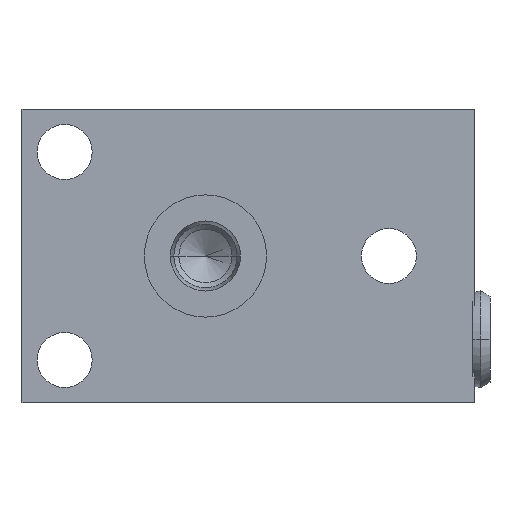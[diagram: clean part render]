
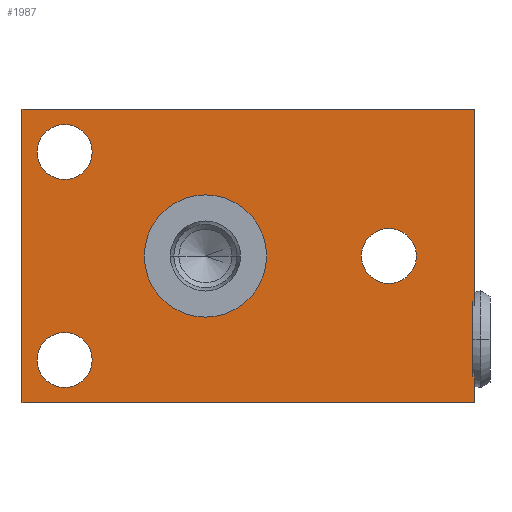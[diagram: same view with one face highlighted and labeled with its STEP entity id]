
A CAD part, front view. The second image highlights one B-rep face of the part: STEP entity #1987.
In plain terms, the highlighted planar face has unit normal (0, -1, 0).
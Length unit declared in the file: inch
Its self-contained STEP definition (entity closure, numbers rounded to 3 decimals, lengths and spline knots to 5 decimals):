
#22=CARTESIAN_POINT('',(-0.719,-0.399,-0.531));
#23=DIRECTION('',(0.,1.,0.));
#24=DIRECTION('',(1.,0.,0.));
#25=AXIS2_PLACEMENT_3D('',#22,#23,#24);
#27=CARTESIAN_POINT('',(-0.719,-0.399,-0.531));
#28=DIRECTION('',(0.,1.,0.));
#29=DIRECTION('',(-1.,0.,0.));
#30=AXIS2_PLACEMENT_3D('',#27,#28,#29);
#32=CARTESIAN_POINT('',(-0.719,-0.399,0.531));
#33=DIRECTION('',(0.,1.,0.));
#34=DIRECTION('',(1.,0.,0.));
#35=AXIS2_PLACEMENT_3D('',#32,#33,#34);
#37=CARTESIAN_POINT('',(-0.719,-0.399,0.531));
#38=DIRECTION('',(0.,1.,0.));
#39=DIRECTION('',(-1.,0.,0.));
#40=AXIS2_PLACEMENT_3D('',#37,#38,#39);
#42=CARTESIAN_POINT('',(0.937,-0.399,0.));
#43=DIRECTION('',(0.,1.,0.));
#44=DIRECTION('',(1.,0.,0.));
#45=AXIS2_PLACEMENT_3D('',#42,#43,#44);
#47=CARTESIAN_POINT('',(0.937,-0.399,0.));
#48=DIRECTION('',(0.,1.,0.));
#49=DIRECTION('',(-1.,0.,0.));
#50=AXIS2_PLACEMENT_3D('',#47,#48,#49);
#52=DIRECTION('',(0.,0.,1.));
#53=VECTOR('',#52,0.34369);
#54=CARTESIAN_POINT('',(1.365,-0.399,-0.59685));
#55=LINE('',#54,#53);
#56=DIRECTION('',(1.,0.,0.));
#57=VECTOR('',#56,0.01);
#58=CARTESIAN_POINT('',(1.365,-0.399,-0.59685));
#59=LINE('',#58,#57);
#60=DIRECTION('',(0.,0.,1.));
#61=VECTOR('',#60,1.5);
#62=CARTESIAN_POINT('',(-0.937,-0.399,-0.75));
#63=LINE('',#62,#61);
#64=DIRECTION('',(1.,0.,0.));
#65=VECTOR('',#64,0.01);
#66=CARTESIAN_POINT('',(1.365,-0.399,-0.25315));
#67=LINE('',#66,#65);
#68=CARTESIAN_POINT('',(0.,-0.399,0.));
#69=DIRECTION('',(0.,-1.,0.));
#70=DIRECTION('',(-1.,0.,0.));
#71=AXIS2_PLACEMENT_3D('',#68,#69,#70);
#73=CARTESIAN_POINT('',(0.,-0.399,0.));
#74=DIRECTION('',(0.,-1.,0.));
#75=DIRECTION('',(1.,0.,0.));
#76=AXIS2_PLACEMENT_3D('',#73,#74,#75);
#140=DIRECTION('',(1.,0.,0.));
#141=VECTOR('',#140,2.312);
#142=CARTESIAN_POINT('',(-0.937,-0.399,-0.75));
#143=LINE('',#142,#141);
#354=DIRECTION('',(0.,0.,1.));
#355=VECTOR('',#354,0.15315);
#356=CARTESIAN_POINT('',(1.375,-0.399,-0.75));
#357=LINE('',#356,#355);
#358=DIRECTION('',(0.,0.,1.));
#359=VECTOR('',#358,1.00315);
#360=CARTESIAN_POINT('',(1.375,-0.399,-0.25315));
#361=LINE('',#360,#359);
#374=DIRECTION('',(1.,0.,0.));
#375=VECTOR('',#374,2.312);
#376=CARTESIAN_POINT('',(-0.937,-0.399,0.75));
#377=LINE('',#376,#375);
#1775=CARTESIAN_POINT('',(-0.937,-0.399,-0.75));
#1777=VERTEX_POINT('',#1775);
#1778=CARTESIAN_POINT('',(1.375,-0.399,-0.75));
#1779=VERTEX_POINT('',#1778);
#1783=CARTESIAN_POINT('',(-0.937,-0.399,0.75));
#1785=VERTEX_POINT('',#1783);
#1786=CARTESIAN_POINT('',(1.375,-0.399,0.75));
#1787=VERTEX_POINT('',#1786);
#1795=CARTESIAN_POINT('',(-0.5785,-0.399,-0.531));
#1797=VERTEX_POINT('',#1795);
#1799=CARTESIAN_POINT('',(-0.8595,-0.399,-0.531));
#1801=VERTEX_POINT('',#1799);
#1803=CARTESIAN_POINT('',(-0.5785,-0.399,0.531));
#1805=VERTEX_POINT('',#1803);
#1807=CARTESIAN_POINT('',(-0.8595,-0.399,0.531));
#1809=VERTEX_POINT('',#1807);
#1811=CARTESIAN_POINT('',(1.0775,-0.399,0.));
#1813=VERTEX_POINT('',#1811);
#1815=CARTESIAN_POINT('',(0.7965,-0.399,0.));
#1817=VERTEX_POINT('',#1815);
#1834=CARTESIAN_POINT('',(1.365,-0.399,-0.59685));
#1835=CARTESIAN_POINT('',(1.365,-0.399,-0.25315));
#1836=VERTEX_POINT('',#1834);
#1837=VERTEX_POINT('',#1835);
#1838=CARTESIAN_POINT('',(1.375,-0.399,-0.59685));
#1839=VERTEX_POINT('',#1838);
#1840=CARTESIAN_POINT('',(1.375,-0.399,-0.25315));
#1841=VERTEX_POINT('',#1840);
#1864=CARTESIAN_POINT('',(-0.3125,-0.399,0.));
#1865=VERTEX_POINT('',#1864);
#1866=CARTESIAN_POINT('',(0.3125,-0.399,0.));
#1867=VERTEX_POINT('',#1866);
#1942=CARTESIAN_POINT('',(-0.937,-0.399,-0.75));
#1943=DIRECTION('',(0.,-1.,0.));
#1944=DIRECTION('',(1.,0.,0.));
#1945=AXIS2_PLACEMENT_3D('',#1942,#1943,#1944);
#1946=PLANE('',#1945);
#1948=ORIENTED_EDGE('',*,*,#1947,.F.);
#1950=ORIENTED_EDGE('',*,*,#1949,.T.);
#1952=ORIENTED_EDGE('',*,*,#1951,.F.);
#1954=ORIENTED_EDGE('',*,*,#1953,.F.);
#1956=ORIENTED_EDGE('',*,*,#1955,.T.);
#1958=ORIENTED_EDGE('',*,*,#1957,.T.);
#1960=ORIENTED_EDGE('',*,*,#1959,.F.);
#1962=ORIENTED_EDGE('',*,*,#1961,.F.);
#1963=EDGE_LOOP('',(#1948,#1950,#1952,#1954,#1956,#1958,#1960,#1962));
#1964=FACE_OUTER_BOUND('',#1963,.F.);
#1965=ORIENTED_EDGE('',*,*,#1934,.F.);
#1966=ORIENTED_EDGE('',*,*,#1923,.F.);
#1967=EDGE_LOOP('',(#1965,#1966));
#1968=FACE_BOUND('',#1967,.F.);
#1970=ORIENTED_EDGE('',*,*,#1969,.F.);
#1972=ORIENTED_EDGE('',*,*,#1971,.F.);
#1973=EDGE_LOOP('',(#1970,#1972));
#1974=FACE_BOUND('',#1973,.F.);
#1976=ORIENTED_EDGE('',*,*,#1975,.F.);
#1978=ORIENTED_EDGE('',*,*,#1977,.F.);
#1979=EDGE_LOOP('',(#1976,#1978));
#1980=FACE_BOUND('',#1979,.F.);
#1982=ORIENTED_EDGE('',*,*,#1981,.T.);
#1984=ORIENTED_EDGE('',*,*,#1983,.T.);
#1985=EDGE_LOOP('',(#1982,#1984));
#1986=FACE_BOUND('',#1985,.F.);
#26=CIRCLE('',#25,0.1405);
#31=CIRCLE('',#30,0.1405);
#36=CIRCLE('',#35,0.1405);
#41=CIRCLE('',#40,0.1405);
#46=CIRCLE('',#45,0.1405);
#51=CIRCLE('',#50,0.1405);
#72=CIRCLE('',#71,0.3125);
#77=CIRCLE('',#76,0.3125);
#1923=EDGE_CURVE('',#1809,#1805,#41,.T.);
#1934=EDGE_CURVE('',#1805,#1809,#36,.T.);
#1947=EDGE_CURVE('',#1836,#1837,#55,.T.);
#1949=EDGE_CURVE('',#1836,#1839,#59,.T.);
#1951=EDGE_CURVE('',#1779,#1839,#357,.T.);
#1953=EDGE_CURVE('',#1777,#1779,#143,.T.);
#1955=EDGE_CURVE('',#1777,#1785,#63,.T.);
#1957=EDGE_CURVE('',#1785,#1787,#377,.T.);
#1959=EDGE_CURVE('',#1841,#1787,#361,.T.);
#1961=EDGE_CURVE('',#1837,#1841,#67,.T.);
#1969=EDGE_CURVE('',#1813,#1817,#46,.T.);
#1971=EDGE_CURVE('',#1817,#1813,#51,.T.);
#1975=EDGE_CURVE('',#1797,#1801,#26,.T.);
#1977=EDGE_CURVE('',#1801,#1797,#31,.T.);
#1981=EDGE_CURVE('',#1865,#1867,#72,.T.);
#1983=EDGE_CURVE('',#1867,#1865,#77,.T.);
#1987=ADVANCED_FACE('',(#1964,#1968,#1974,#1980,#1986),#1946,.T.);
